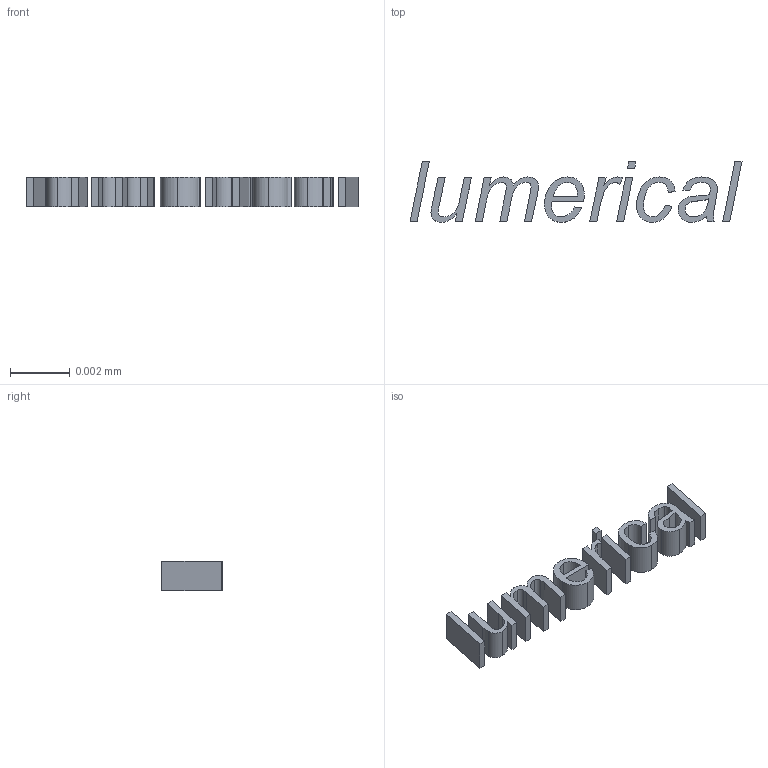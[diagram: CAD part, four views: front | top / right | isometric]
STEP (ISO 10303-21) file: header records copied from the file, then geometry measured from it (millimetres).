
FILE_DESCRIPTION (( 'STEP AP214' ), '1' );
FILE_NAME ('lumerical.STEP', '2017-04-27T18:19:05', ( '' ), ( '' ), 'SwSTEP 2.0', 'SolidWorks 2015', '' );
FILE_SCHEMA (( 'AUTOMOTIVE_DESIGN' ));
Length unit declared in the file: inch
Products named in the file (1): lumerical
Bounding box: 0.01 x 0 x 0 mm (x, y, z)
Volume: 0 mm3; surface area: 0 mm2
Topology: 10 solids, 10 shells, 129 faces, 327 edges, 218 vertices
Faces by surface type: plane 72, bspline 57
Entity records: 6574 total; most frequent: CARTESIAN_POINT 3700, ORIENTED_EDGE 654, DIRECTION 359, EDGE_CURVE 327, VERTEX_POINT 218, VECTOR 213, LINE 213, EDGE_LOOP 133
